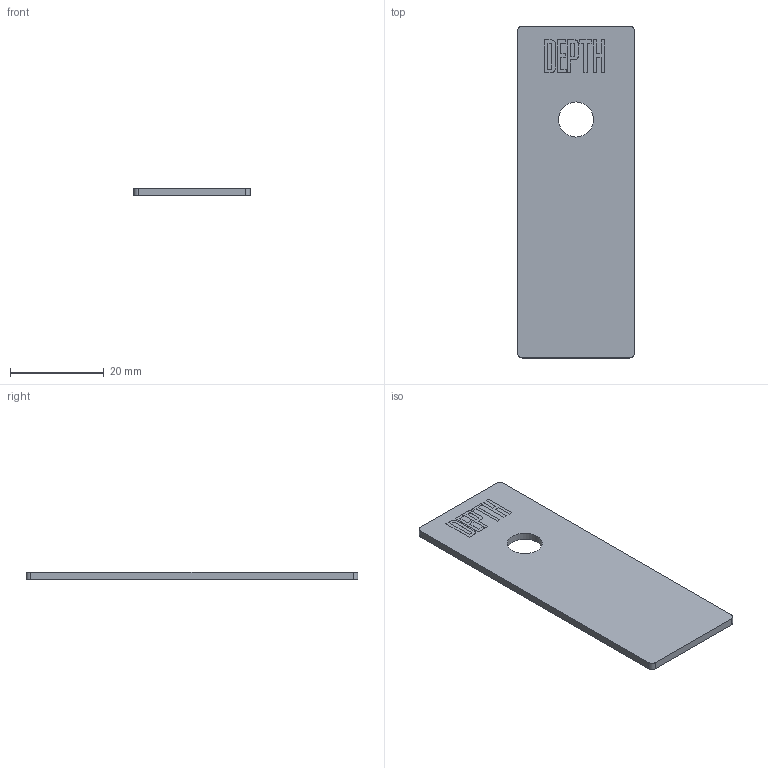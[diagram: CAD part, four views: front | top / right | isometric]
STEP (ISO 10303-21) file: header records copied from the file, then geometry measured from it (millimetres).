
FILE_DESCRIPTION(('FreeCAD Model'),'2;1');
FILE_NAME('Label Depth.step','2019-11-20T16:17:23',('Author'),(''), 'Open CASCADE STEP processor 7.3','FreeCAD','Unknown');
FILE_SCHEMA(('AUTOMOTIVE_DESIGN { 1 0 10303 214 1 1 1 1 }'));
Length unit declared in the file: millimetre
Products named in the file (1): Label_Depth
Bounding box: 25 x 71 x 1.61 mm (x, y, z)
Volume: 2768.4 mm3; surface area: 3803.4 mm2
Topology: 1 solids, 1 shells, 83 faces, 222 edges, 148 vertices
Faces by surface type: plane 63, extrusion 15, cylinder 5
Full cylindrical faces by diameter (mm): 7.5 x1
Entity records: 3174 total; most frequent: CARTESIAN_POINT 544, ORIENTED_EDGE 444, DIRECTION 355, EDGE_CURVE 222, VECTOR 197, LINE 182, VERTEX_POINT 148, FACE_BOUND 92
